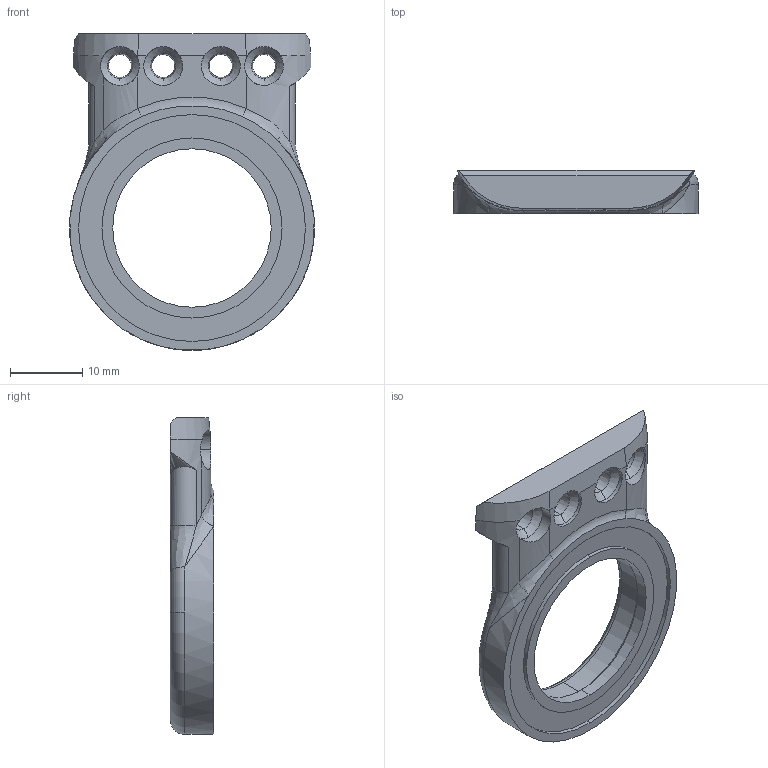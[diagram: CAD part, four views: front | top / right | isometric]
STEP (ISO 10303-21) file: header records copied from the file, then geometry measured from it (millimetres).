
FILE_DESCRIPTION (( 'STEP AP214' ), '1' );
FILE_NAME ('SAM_shoulder_eyelet_act.STEP', '2025-01-01T01:42:50', ( '' ), ( '' ), 'SwSTEP 2.0', 'SolidWorks 2023', '' );
FILE_SCHEMA (( 'AUTOMOTIVE_DESIGN' ));
Length unit declared in the file: millimetre
Products named in the file (1): SAM_shoulder_eyelet_act
Bounding box: 34 x 6 x 44 mm (x, y, z)
Volume: 4324.9 mm3; surface area: 3077.9 mm2
Topology: 1 solids, 1 shells, 77 faces, 205 edges, 128 vertices
Faces by surface type: cylinder 29, bspline 22, cone 12, plane 8, torus 6
Entity records: 3872 total; most frequent: CARTESIAN_POINT 2107, ORIENTED_EDGE 410, DIRECTION 322, EDGE_CURVE 205, AXIS2_PLACEMENT_3D 133, VERTEX_POINT 128, EDGE_LOOP 85, FACE_OUTER_BOUND 77
